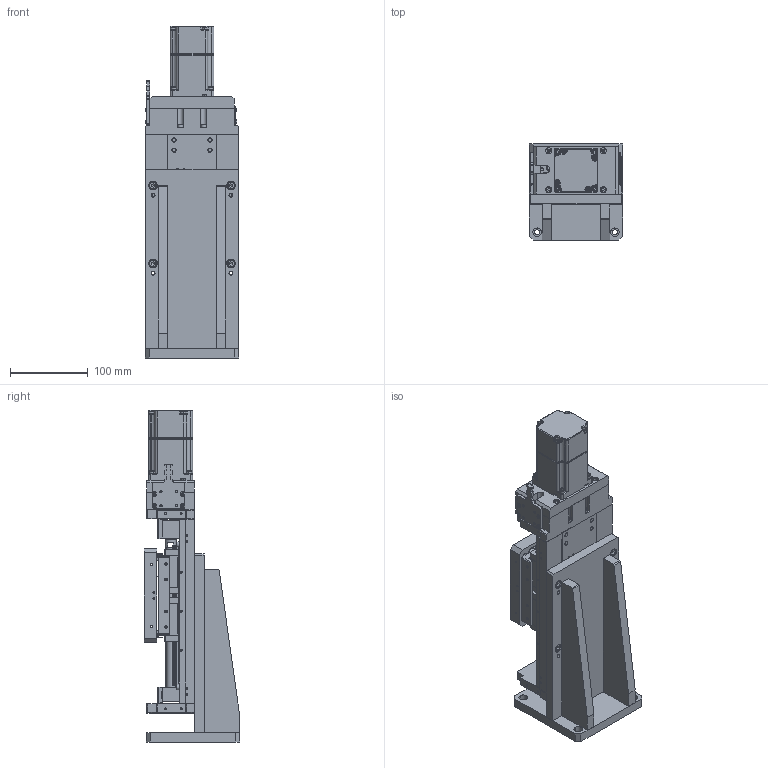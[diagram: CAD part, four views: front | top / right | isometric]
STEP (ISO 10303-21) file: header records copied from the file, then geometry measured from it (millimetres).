
FILE_DESCRIPTION (( 'STEP AP203' ), '1' );
FILE_NAME ('PA050-Z.step', '2019-05-06T08:14:33', ( '' ), ( '' ), 'SwSTEP 2.0', 'SolidWorks 2017', '' );
FILE_SCHEMA (( 'CONFIG_CONTROL_DESIGN' ));
Products named in the file (1): PA050-Z
Bounding box: 120 x 123 x 426.5 mm (x, y, z)
Surface area: 404503.5 mm2 (no closed solid volume)
Topology: 0 solids, 147 shells, 1685 faces, 6441 edges, 4708 vertices
Faces by surface type: plane 916, cylinder 492, torus 109, bspline 82, cone 50, sphere 36
Entity records: 72336 total; most frequent: CARTESIAN_POINT 18461, DIRECTION 11502, ORIENTED_EDGE 9567, EDGE_CURVE 6341, VERTEX_POINT 4680, AXIS2_PLACEMENT_3D 3843, LINE 3816, VECTOR 3816
